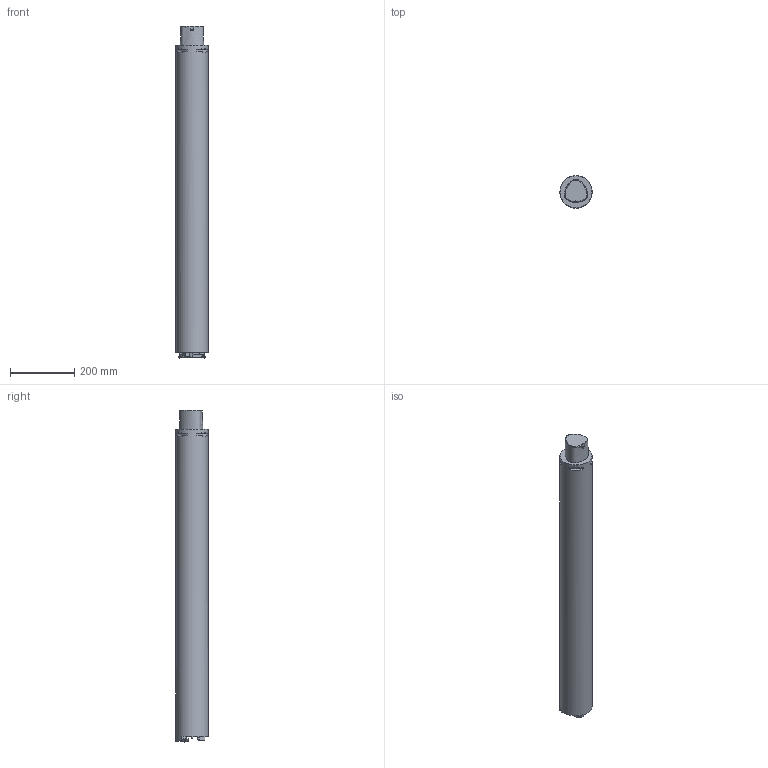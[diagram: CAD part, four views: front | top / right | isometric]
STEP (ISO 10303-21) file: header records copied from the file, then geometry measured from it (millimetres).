
FILE_DESCRIPTION(/* description */ (''),/* implementation_level */ '2;1');
FILE_NAME(/* name */ '1529072008278.stp',/* time_stamp */ '2018-06-15T16:13:35+02:00',/* author */ (''),/* organization */ ('SMS'),/* preprocessor_version */ 'ST-DEVELOPER v15',/* originating_system */ 'SIEMENS PLM Software NX 8.5',/* authorisation */ '');
FILE_SCHEMA (('AUTOMOTIVE_DESIGN { 1 0 10303 214 3 1 1 1 }'));
Length unit declared in the file: millimetre
Products named in the file (1): C10-570-3C100955-80
Bounding box: 100 x 100 x 1031.6 mm (x, y, z)
Volume: 7759799.2 mm3; surface area: 337221.5 mm2
Topology: 1 solids, 3 shells, 185 faces, 468 edges, 304 vertices
Faces by surface type: plane 90, cylinder 32, cone 29, extrusion 24, torus 6, bspline 2, sphere 2
Full cylindrical faces by diameter (mm): 3.3 x2, 5 x2, 10 x2, 16 x2, 16.5 x1, 100 x1
Entity records: 7804 total; most frequent: CARTESIAN_POINT 2958, DIRECTION 886, ORIENTED_EDGE 844, EDGE_CURVE 422, AXIS2_PLACEMENT_3D 342, VERTEX_POINT 287, EDGE_LOOP 229, VECTOR 202
